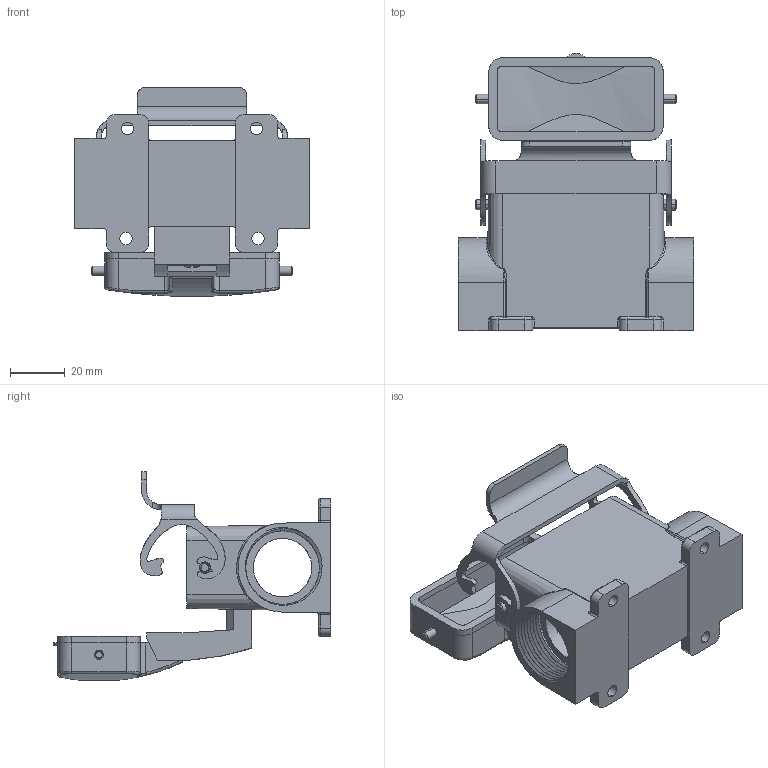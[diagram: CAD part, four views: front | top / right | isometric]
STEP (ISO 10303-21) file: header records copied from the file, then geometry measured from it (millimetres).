
FILE_DESCRIPTION (( 'STEP AP214' ), '1' );
FILE_NAME ('ZP-MC10A-2-SSM21MC.step', '2015-08-12T18:05:52', ( '' ), ( '' ), 'SwSTEP 2.0', 'SolidWorks 2014', '' );
FILE_SCHEMA (( 'AUTOMOTIVE_DESIGN' ));
Length unit declared in the file: millimetre
Products named in the file (1): ZP-MC10A-2-SSM21MC
Bounding box: 85.5 x 100.89 x 75.98 mm (x, y, z)
Volume: 68115.5 mm3; surface area: 46347.8 mm2
Topology: 3 solids, 3 shells, 416 faces, 1081 edges, 679 vertices
Faces by surface type: cylinder 177, plane 145, bspline 48, torus 22, cone 20, sphere 4
Entity records: 20214 total; most frequent: CARTESIAN_POINT 7738, ORIENTED_EDGE 2154, DIRECTION 1813, EDGE_CURVE 1077, VERTEX_POINT 679, AXIS2_PLACEMENT_3D 640, VECTOR 533, LINE 533
